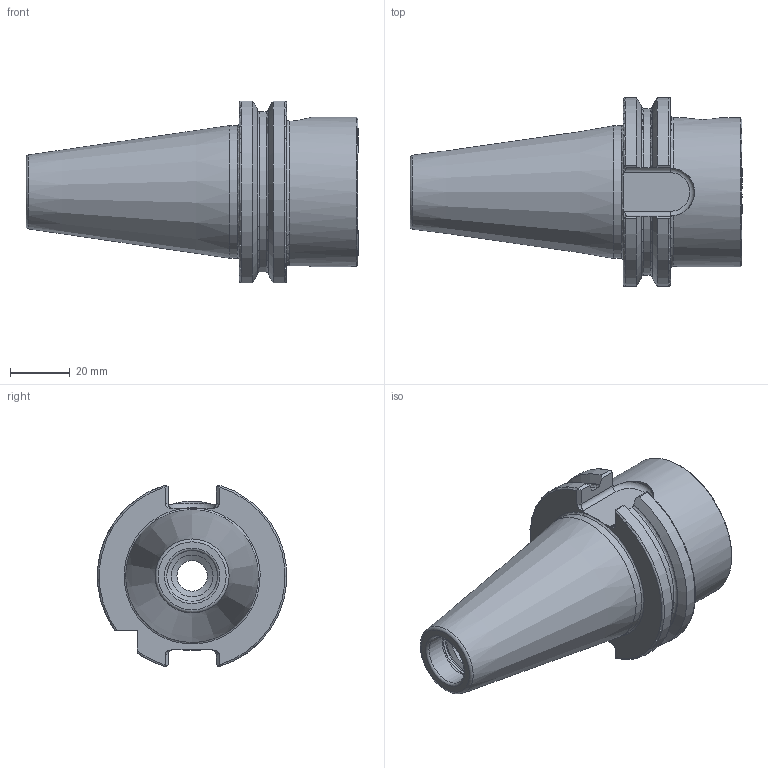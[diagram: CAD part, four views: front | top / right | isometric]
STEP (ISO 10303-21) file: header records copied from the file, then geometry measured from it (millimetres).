
FILE_DESCRIPTION (( 'STEP AP214' ), '1' );
FILE_NAME ('SK4.ST5.K01.043.STEP', '2020-04-15T11:45:57', ( '' ), ( '' ), 'SwSTEP 2.0', 'SolidWorks 2017', '' );
FILE_SCHEMA (( 'AUTOMOTIVE_DESIGN' ));
Length unit declared in the file: millimetre
Products named in the file (3): ST5-ER1.001.012_A; SK4-ST5.K01.043_B; SK4.ST5.K01.043
Assembly tree (2 placements, depth 2):
  SK4.ST5.K01.043
    SK4-ST5.K01.043_B
    ST5-ER1.001.012_A
Bounding box: 111.25 x 63.37 x 60.94 mm (x, y, z)
Volume: 129552.5 mm3; surface area: 26895.5 mm2
Topology: 2 solids, 2 shells, 132 faces, 352 edges, 223 vertices
Faces by surface type: plane 56, cylinder 32, torus 24, cone 18, bspline 2
Full cylindrical faces by diameter (mm): 5 x1, 9 x1, 10 x1, 10.2 x1, 14 x1, 17 x1, 17.45 x1, 28 x1, 29 x1, 44.45 x1, 50 x1
Entity records: 4667 total; most frequent: CARTESIAN_POINT 1550, ORIENTED_EDGE 618, DIRECTION 581, EDGE_CURVE 309, AXIS2_PLACEMENT_3D 229, VERTEX_POINT 212, EDGE_LOOP 167, FACE_OUTER_BOUND 150
